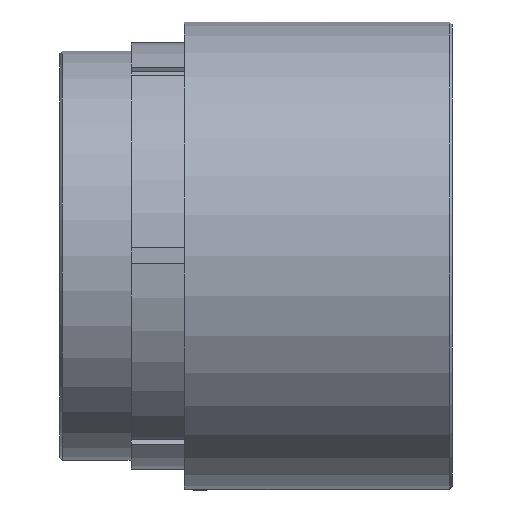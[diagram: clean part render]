
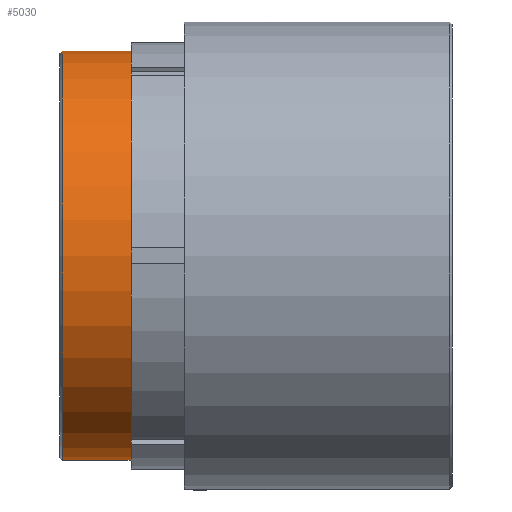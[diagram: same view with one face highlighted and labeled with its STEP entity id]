
A CAD part, left-side view. The second image highlights one B-rep face of the part: STEP entity #5030.
In plain terms, the highlighted cylindrical face has radius 60.922 mm (diameter 121.844 mm), a partial arc.
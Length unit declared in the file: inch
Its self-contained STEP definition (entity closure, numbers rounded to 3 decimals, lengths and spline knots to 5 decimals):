
#75 = DIRECTION ( 'NONE',  ( 0., 1., 0. ) ) ;
#89 = EDGE_CURVE ( 'NONE', #260, #2314, #4893, .T. ) ;
#127 = VERTEX_POINT ( 'NONE', #2024 ) ;
#260 = VERTEX_POINT ( 'NONE', #805 ) ;
#431 = CARTESIAN_POINT ( 'NONE',  ( 0., 3.765, -2.3985 ) ) ;
#518 = LINE ( 'NONE', #2289, #1318 ) ;
#572 = ORIENTED_EDGE ( 'NONE', *, *, #5635, .F. ) ;
#805 = CARTESIAN_POINT ( 'NONE',  ( 0., 4.57, 2.3985 ) ) ;
#806 = ORIENTED_EDGE ( 'NONE', *, *, #1162, .T. ) ;
#822 = AXIS2_PLACEMENT_3D ( 'NONE', #3230, #2700, #4613 ) ;
#997 = DIRECTION ( 'NONE',  ( 0., 0., 1. ) ) ;
#1090 = AXIS2_PLACEMENT_3D ( 'NONE', #5547, #4220, #4191 ) ;
#1162 = EDGE_CURVE ( 'NONE', #127, #260, #518, .T. ) ;
#1175 = VECTOR ( 'NONE', #3979, 39.37008 ) ;
#1296 = EDGE_CURVE ( 'NONE', #2367, #127, #1584, .T. ) ;
#1318 = VECTOR ( 'NONE', #75, 39.37008 ) ;
#1584 = CIRCLE ( 'NONE', #3806, 2.3985 ) ;
#2024 = CARTESIAN_POINT ( 'NONE',  ( 0., 3.765, 2.3985 ) ) ;
#2289 = CARTESIAN_POINT ( 'NONE',  ( 0., 3.765, 2.3985 ) ) ;
#2314 = VERTEX_POINT ( 'NONE', #3519 ) ;
#2367 = VERTEX_POINT ( 'NONE', #3607 ) ;
#2700 = DIRECTION ( 'NONE',  ( 0., 1., 0. ) ) ;
#3230 = CARTESIAN_POINT ( 'NONE',  ( 0., 3.765, 0. ) ) ;
#3513 = FACE_OUTER_BOUND ( 'NONE', #4803, .T. ) ;
#3519 = CARTESIAN_POINT ( 'NONE',  ( 0., 4.57, -2.3985 ) ) ;
#3607 = CARTESIAN_POINT ( 'NONE',  ( 0., 3.765, -2.3985 ) ) ;
#3806 = AXIS2_PLACEMENT_3D ( 'NONE', #5691, #4553, #997 ) ;
#3979 = DIRECTION ( 'NONE',  ( 0., 1., 0. ) ) ;
#4120 = ORIENTED_EDGE ( 'NONE', *, *, #1296, .T. ) ;
#4191 = DIRECTION ( 'NONE',  ( 0., 0., 1. ) ) ;
#4220 = DIRECTION ( 'NONE',  ( 0., -1., 0. ) ) ;
#4404 = ORIENTED_EDGE ( 'NONE', *, *, #89, .T. ) ;
#4419 = LINE ( 'NONE', #431, #1175 ) ;
#4553 = DIRECTION ( 'NONE',  ( 0., 1., 0. ) ) ;
#4613 = DIRECTION ( 'NONE',  ( 0., 0., 1. ) ) ;
#4780 = CYLINDRICAL_SURFACE ( 'NONE', #822, 2.3985 ) ;
#4803 = EDGE_LOOP ( 'NONE', ( #572, #4120, #806, #4404 ) ) ;
#4893 = CIRCLE ( 'NONE', #1090, 2.3985 ) ;
#5030 = ADVANCED_FACE ( 'NONE', ( #3513 ), #4780, .T. ) ;
#5547 = CARTESIAN_POINT ( 'NONE',  ( 0., 4.57, 0. ) ) ;
#5635 = EDGE_CURVE ( 'NONE', #2367, #2314, #4419, .T. ) ;
#5691 = CARTESIAN_POINT ( 'NONE',  ( 0., 3.765, 0. ) ) ;
